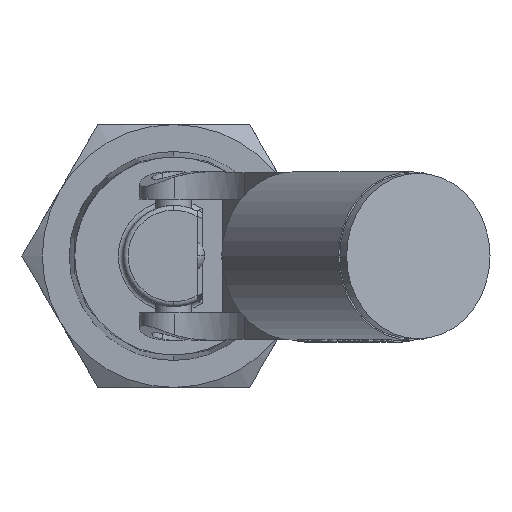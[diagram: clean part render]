
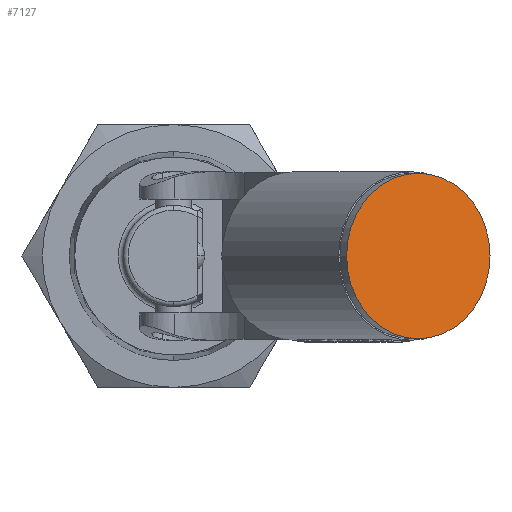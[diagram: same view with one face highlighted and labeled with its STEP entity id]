
A CAD part, left-side view. The second image highlights one B-rep face of the part: STEP entity #7127.
In plain terms, the highlighted planar face has unit normal (-0.866, -0.5, 0).
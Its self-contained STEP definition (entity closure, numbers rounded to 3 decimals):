
#2526 = VERTEX_POINT ( 'NONE', #10233 ) ;
#2594 = VERTEX_POINT ( 'NONE', #15338 ) ;
#2726 = DIRECTION ( 'NONE',  ( 0.866, 0.5, 0. ) ) ;
#3150 = DIRECTION ( 'NONE',  ( 0., 0., -1. ) ) ;
#7127 = ADVANCED_FACE ( 'NONE', ( #21822 ), #21697, .F. ) ;
#8540 = CARTESIAN_POINT ( 'NONE',  ( -44.958, -25.119, 0. ) ) ;
#9720 = EDGE_CURVE ( 'NONE', #2526, #2594, #11642, .T. ) ;
#9751 = EDGE_CURVE ( 'NONE', #2594, #2526, #23703, .T. ) ;
#10233 = CARTESIAN_POINT ( 'NONE',  ( -44.958, -25.119, -8.5 ) ) ;
#10260 = DIRECTION ( 'NONE',  ( 0.866, 0.5, 0. ) ) ;
#11642 = CIRCLE ( 'NONE', #18135, 8.5 ) ;
#13091 = AXIS2_PLACEMENT_3D ( 'NONE', #13702, #2726, #3150 ) ;
#13702 = CARTESIAN_POINT ( 'NONE',  ( -44.958, -25.119, 0. ) ) ;
#15081 = DIRECTION ( 'NONE',  ( 0., 0., -1. ) ) ;
#15338 = CARTESIAN_POINT ( 'NONE',  ( -44.958, -25.119, 8.5 ) ) ;
#15357 = DIRECTION ( 'NONE',  ( 0.866, 0.5, 0. ) ) ;
#16946 = DIRECTION ( 'NONE',  ( 0., 0., -1. ) ) ;
#18135 = AXIS2_PLACEMENT_3D ( 'NONE', #8540, #10260, #16946 ) ;
#20453 = AXIS2_PLACEMENT_3D ( 'NONE', #28577, #15357, #15081 ) ;
#21193 = ORIENTED_EDGE ( 'NONE', *, *, #9751, .F. ) ;
#21697 = PLANE ( 'NONE',  #13091 ) ;
#21822 = FACE_OUTER_BOUND ( 'NONE', #22798, .T. ) ;
#22155 = ORIENTED_EDGE ( 'NONE', *, *, #9720, .F. ) ;
#22798 = EDGE_LOOP ( 'NONE', ( #22155, #21193 ) ) ;
#23703 = CIRCLE ( 'NONE', #20453, 8.5 ) ;
#28577 = CARTESIAN_POINT ( 'NONE',  ( -44.958, -25.119, 0. ) ) ;
